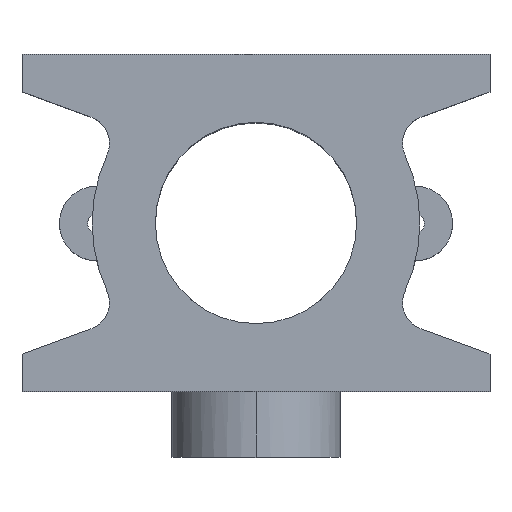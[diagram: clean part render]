
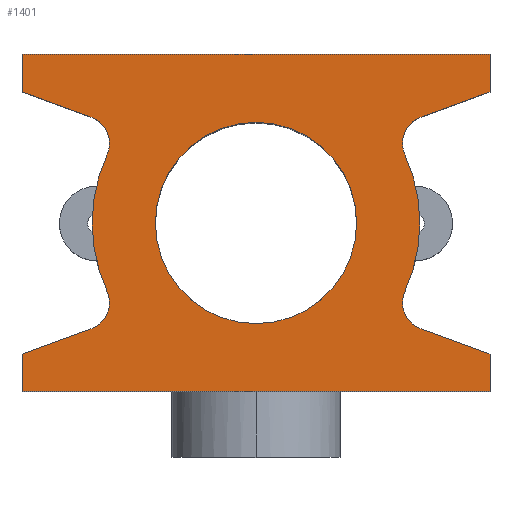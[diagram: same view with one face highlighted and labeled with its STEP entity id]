
A CAD part, top view. The second image highlights one B-rep face of the part: STEP entity #1401.
In plain terms, the highlighted planar face has unit normal (0, 0, 1).
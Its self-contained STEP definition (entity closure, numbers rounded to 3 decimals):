
#793=CARTESIAN_POINT('POINT61',(50.,-36.,25.));
#794=VERTEX_POINT('VERTEX61',#793);
#801=CARTESIAN_POINT('POINT62',(-50.,-36.,25.));
#802=VERTEX_POINT('VERTEX62',#801);
#803=CARTESIAN_POINT('POS72',(-25.,-36.,25.));
#804=DIRECTION('DIR106',(-1.,0.,0.));
#805=VECTOR('VEC38',#804,1.);
#806=LINE('STRAIGHT38',#803,#805);
#807=EDGE_CURVE('EDGE80',#794,#802,#806,.T.);
#825=CARTESIAN_POINT('POINT63',(-50.,-28.,
   25.));
#826=VERTEX_POINT('VERTEX63',#825);
#827=CARTESIAN_POINT('POS75',(-50.,-14.,25.));
#828=DIRECTION('DIR110',(0.,1.,0.));
#829=VECTOR('VEC40',#828,1.);
#830=LINE('STRAIGHT40',#827,#829);
#831=EDGE_CURVE('EDGE82',#802,#826,#830,.T.);
#849=CARTESIAN_POINT('POINT64',(-35.259,
   -22.635,25.));
#850=VERTEX_POINT('VERTEX64',#849);
#851=CARTESIAN_POINT('POS78',(-16.054,
   -15.645,25.));
#852=DIRECTION('DIR114',(0.94,0.342,
   0.));
#853=VECTOR('VEC42',#852,1.);
#854=LINE('STRAIGHT42',#851,#853);
#855=EDGE_CURVE('EDGE84',#826,#850,#854,.T.);
#871=CARTESIAN_POINT('POINT65',(-31.311,
   -16.997,25.));
#872=VERTEX_POINT('VERTEX65',#871);
#881=CARTESIAN_POINT('POS82',(-37.311,
   -16.997,25.));
#882=DIRECTION('DIR119',(0.,0.,-1.));
#883=DIRECTION('DIR120',(-1.,0.,0.));
#884=AXIS2_PLACEMENT_3D('AXIS38',#881,#882,#883);
#885=CIRCLE('ELLIPSE22',#884,6.);
#886=EDGE_CURVE('EDGE87',#850,#872,#885,.F.);
#897=CARTESIAN_POINT('POINT66',(-31.851,
   -14.509,25.));
#898=VERTEX_POINT('VERTEX66',#897);
#899=EDGE_CURVE('EDGE88',#872,#898,#885,.F.);
#911=CARTESIAN_POINT('POINT67',(-35.,0.,25.
   ));
#912=VERTEX_POINT('VERTEX67',#911);
#921=CARTESIAN_POINT('POS86',(0.,0.,25.));
#922=DIRECTION('DIR125',(0.,0.,-1.));
#923=DIRECTION('DIR126',(-1.,0.,0.));
#924=AXIS2_PLACEMENT_3D('AXIS40',#921,#922,#923);
#925=CIRCLE('ELLIPSE23',#924,35.);
#926=EDGE_CURVE('EDGE91',#898,#912,#925,.T.);
#937=CARTESIAN_POINT('POINT68',(-31.851,
   14.509,25.));
#938=VERTEX_POINT('VERTEX68',#937);
#939=EDGE_CURVE('EDGE92',#912,#938,#925,.T.);
#951=CARTESIAN_POINT('POINT69',(-31.311,
   16.997,25.));
#952=VERTEX_POINT('VERTEX69',#951);
#961=CARTESIAN_POINT('POS90',(-37.311,
   16.997,25.));
#962=DIRECTION('DIR131',(0.,0.,-1.));
#963=DIRECTION('DIR132',(-1.,0.,0.));
#964=AXIS2_PLACEMENT_3D('AXIS42',#961,#962,#963);
#965=CIRCLE('ELLIPSE24',#964,6.);
#966=EDGE_CURVE('EDGE95',#938,#952,#965,.F.);
#977=CARTESIAN_POINT('POINT70',(-35.259,
   22.635,25.));
#978=VERTEX_POINT('VERTEX70',#977);
#979=EDGE_CURVE('EDGE96',#952,#978,#965,.F.);
#993=CARTESIAN_POINT('POINT71',(-50.,28.,25.));
#994=VERTEX_POINT('VERTEX71',#993);
#995=CARTESIAN_POINT('POS93',(-23.425,
   18.327,25.));
#996=DIRECTION('DIR136',(-0.94,0.342,
   0.));
#997=VECTOR('VEC50',#996,1.);
#998=LINE('STRAIGHT50',#995,#997);
#999=EDGE_CURVE('EDGE98',#978,#994,#998,.T.);
#1017=CARTESIAN_POINT('POINT72',(-50.,36.,25.));
#1018=VERTEX_POINT('VERTEX72',#1017);
#1019=CARTESIAN_POINT('POS96',(-50.,18.,25.));
#1020=DIRECTION('DIR140',(0.,1.,0.));
#1021=VECTOR('VEC52',#1020,1.);
#1022=LINE('STRAIGHT52',#1019,#1021);
#1023=EDGE_CURVE('EDGE100',#994,#1018,#1022,.T.);
#1041=CARTESIAN_POINT('POINT73',(50.,36.,25.));
#1042=VERTEX_POINT('VERTEX73',#1041);
#1043=CARTESIAN_POINT('POS99',(25.,36.,25.));
#1044=DIRECTION('DIR144',(1.,0.,0.));
#1045=VECTOR('VEC54',#1044,1.);
#1046=LINE('STRAIGHT54',#1043,#1045);
#1047=EDGE_CURVE('EDGE102',#1018,#1042,#1046,.T.);
#1065=CARTESIAN_POINT('POINT74',(50.,28.,25.
   ));
#1066=VERTEX_POINT('VERTEX74',#1065);
#1067=CARTESIAN_POINT('POS102',(50.,14.,25.));
#1068=DIRECTION('DIR148',(0.,-1.,0.));
#1069=VECTOR('VEC56',#1068,1.);
#1070=LINE('STRAIGHT56',#1067,#1069);
#1071=EDGE_CURVE('EDGE104',#1042,#1066,#1070,.T.);
#1089=CARTESIAN_POINT('POINT75',(35.259,
   22.635,25.));
#1090=VERTEX_POINT('VERTEX75',#1089);
#1091=CARTESIAN_POINT('POS105',(16.054,
   15.645,25.));
#1092=DIRECTION('DIR152',(-0.94,-0.342,
   0.));
#1093=VECTOR('VEC58',#1092,1.);
#1094=LINE('STRAIGHT58',#1091,#1093);
#1095=EDGE_CURVE('EDGE106',#1066,#1090,#1094,.T.);
#1111=CARTESIAN_POINT('POINT76',(31.311,
   16.997,25.));
#1112=VERTEX_POINT('VERTEX76',#1111);
#1121=CARTESIAN_POINT('POS109',(37.311,
   16.997,25.));
#1122=DIRECTION('DIR157',(0.,0.,-1.));
#1123=DIRECTION('DIR158',(-1.,0.,0.));
#1124=AXIS2_PLACEMENT_3D('AXIS49',#1121,#1122,#1123);
#1125=CIRCLE('ELLIPSE25',#1124,6.);
#1126=EDGE_CURVE('EDGE109',#1090,#1112,#1125,.F.);
#1137=CARTESIAN_POINT('POINT77',(31.851,
   14.509,25.));
#1138=VERTEX_POINT('VERTEX77',#1137);
#1139=EDGE_CURVE('EDGE110',#1112,#1138,#1125,.F.);
#1151=CARTESIAN_POINT('POINT78',(35.,0.,
   25.));
#1152=VERTEX_POINT('VERTEX78',#1151);
#1161=CARTESIAN_POINT('POS113',(0.,0.,25.));
#1162=DIRECTION('DIR163',(0.,0.,-1.));
#1163=DIRECTION('DIR164',(-1.,0.,0.));
#1164=AXIS2_PLACEMENT_3D('AXIS51',#1161,#1162,#1163);
#1165=CIRCLE('ELLIPSE26',#1164,35.);
#1166=EDGE_CURVE('EDGE113',#1138,#1152,#1165,.T.);
#1177=CARTESIAN_POINT('POINT79',(31.851,
   -14.509,25.));
#1178=VERTEX_POINT('VERTEX79',#1177);
#1179=EDGE_CURVE('EDGE114',#1152,#1178,#1165,.T.);
#1191=CARTESIAN_POINT('POINT80',(31.311,
   -16.997,25.));
#1192=VERTEX_POINT('VERTEX80',#1191);
#1201=CARTESIAN_POINT('POS117',(37.311,
   -16.997,25.));
#1202=DIRECTION('DIR169',(0.,0.,-1.));
#1203=DIRECTION('DIR170',(-1.,0.,0.));
#1204=AXIS2_PLACEMENT_3D('AXIS53',#1201,#1202,#1203);
#1205=CIRCLE('ELLIPSE27',#1204,6.);
#1206=EDGE_CURVE('EDGE117',#1178,#1192,#1205,.F.);
#1217=CARTESIAN_POINT('POINT81',(35.259,
   -22.635,25.));
#1218=VERTEX_POINT('VERTEX81',#1217);
#1219=EDGE_CURVE('EDGE118',#1192,#1218,#1205,.F.);
#1233=CARTESIAN_POINT('POINT82',(50.,-28.,25.));
#1234=VERTEX_POINT('VERTEX82',#1233);
#1235=CARTESIAN_POINT('POS120',(23.425,
   -18.327,25.));
#1236=DIRECTION('DIR174',(0.94,-0.342,
   0.));
#1237=VECTOR('VEC66',#1236,1.);
#1238=LINE('STRAIGHT66',#1235,#1237);
#1239=EDGE_CURVE('EDGE120',#1218,#1234,#1238,.T.);
#1257=CARTESIAN_POINT('POS123',(50.,-18.,25.));
#1258=DIRECTION('DIR178',(0.,-1.,0.));
#1259=VECTOR('VEC68',#1258,1.);
#1260=LINE('STRAIGHT68',#1257,#1259);
#1261=EDGE_CURVE('EDGE122',#1234,#794,#1260,.T.);
#1357=ORIENTED_EDGE('COEDGE231',*,*,#1261,.F.);
#1358=ORIENTED_EDGE('COEDGE232',*,*,#1239,.F.);
#1359=ORIENTED_EDGE('COEDGE233',*,*,#1219,.F.);
#1360=ORIENTED_EDGE('COEDGE234',*,*,#1206,.F.);
#1361=ORIENTED_EDGE('COEDGE235',*,*,#1179,.F.);
#1362=ORIENTED_EDGE('COEDGE236',*,*,#1166,.F.);
#1363=ORIENTED_EDGE('COEDGE237',*,*,#1139,.F.);
#1364=ORIENTED_EDGE('COEDGE238',*,*,#1126,.F.);
#1365=ORIENTED_EDGE('COEDGE239',*,*,#1095,.F.);
#1366=ORIENTED_EDGE('COEDGE240',*,*,#1071,.F.);
#1367=ORIENTED_EDGE('COEDGE241',*,*,#1047,.F.);
#1368=ORIENTED_EDGE('COEDGE242',*,*,#1023,.F.);
#1369=ORIENTED_EDGE('COEDGE243',*,*,#999,.F.);
#1370=ORIENTED_EDGE('COEDGE244',*,*,#979,.F.);
#1371=ORIENTED_EDGE('COEDGE245',*,*,#966,.F.);
#1372=ORIENTED_EDGE('COEDGE246',*,*,#939,.F.);
#1373=ORIENTED_EDGE('COEDGE247',*,*,#926,.F.);
#1374=ORIENTED_EDGE('COEDGE248',*,*,#899,.F.);
#1375=ORIENTED_EDGE('COEDGE249',*,*,#886,.F.);
#1376=ORIENTED_EDGE('COEDGE250',*,*,#855,.F.);
#1377=ORIENTED_EDGE('COEDGE251',*,*,#831,.F.);
#1378=ORIENTED_EDGE('COEDGE252',*,*,#807,.F.);
#1379=EDGE_LOOP('NONE',(#1357,#1358,#1359,#1360,#1361,#1362,#1363,#1364,
   #1365,#1366,#1367,#1368,#1369,#1370,#1371,#1372,#1373,#1374,#1375,
   #1376,#1377,#1378));
#1380=FACE_BOUND('LOOP1',#1379,.T.);
#1381=CARTESIAN_POINT('POINT87',(-21.5,0.,25.));
#1382=VERTEX_POINT('VERTEX87',#1381);
#1383=CARTESIAN_POINT('POINT88',(21.5,0.,
   25.));
#1384=VERTEX_POINT('VERTEX88',#1383);
#1385=CARTESIAN_POINT('POS131',(0.,0.,25.));
#1386=DIRECTION('DIR191',(0.,0.,-1.));
#1387=DIRECTION('DIR192',(-1.,0.,0.));
#1388=AXIS2_PLACEMENT_3D('AXIS61',#1385,#1386,#1387);
#1389=CIRCLE('ELLIPSE30',#1388,21.5);
#1390=EDGE_CURVE('EDGE129',#1382,#1384,#1389,.F.);
#1391=ORIENTED_EDGE('COEDGE253',*,*,#1390,.F.);
#1392=EDGE_CURVE('EDGE130',#1384,#1382,#1389,.F.);
#1393=ORIENTED_EDGE('COEDGE254',*,*,#1392,.F.);
#1394=EDGE_LOOP('NONE',(#1391,#1393));
#1395=FACE_BOUND('LOOP1',#1394,.T.);
#1396=CARTESIAN_POINT('POS132',(0.,0.,25.));
#1397=DIRECTION('DIR193',(0.,0.,1.));
#1398=DIRECTION('DIR194',(1.,0.,0.));
#1399=AXIS2_PLACEMENT_3D('AXIS62',#1396,#1397,#1398);
#1400=PLANE('PLANE18',#1399);
#1401=ADVANCED_FACE('FACE44',(#1380,#1395),#1400,.T.);
